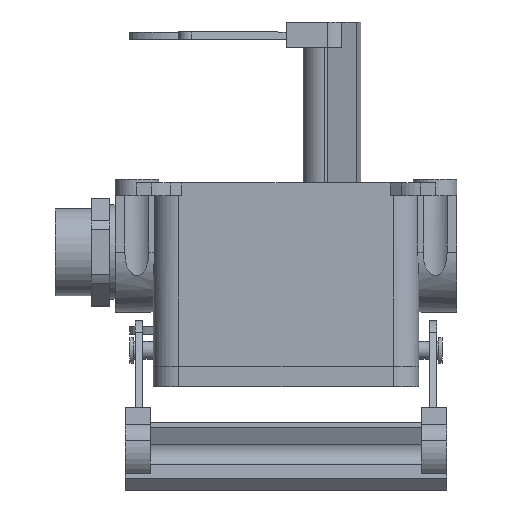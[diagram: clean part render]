
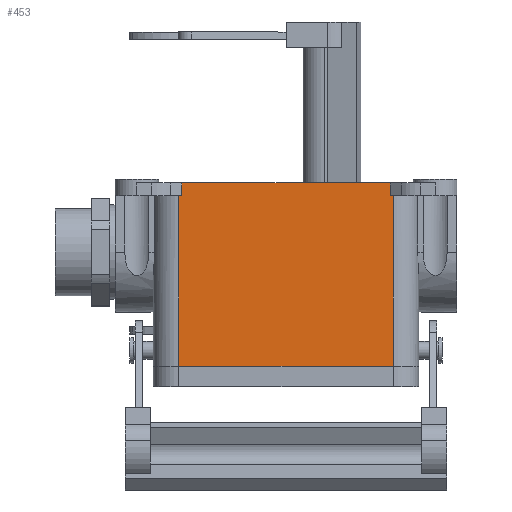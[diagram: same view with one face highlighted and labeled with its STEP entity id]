
A CAD part, top view. The second image highlights one B-rep face of the part: STEP entity #453.
In plain terms, the highlighted planar face has unit normal (0, 0, 1).
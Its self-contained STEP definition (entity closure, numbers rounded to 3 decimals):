
#453 = ADVANCED_FACE( '', ( #1004 ), #1005, .F. );
#1004 = FACE_OUTER_BOUND( '', #1669, .T. );
#1005 = PLANE( '', #1670 );
#1669 = EDGE_LOOP( '', ( #2891, #2892, #2893, #2894, #2895, #2896, #2897, #2898 ) );
#1670 = AXIS2_PLACEMENT_3D( '', #2899, #2900, #2901 );
#2891 = ORIENTED_EDGE( '', *, *, #4253, .T. );
#2892 = ORIENTED_EDGE( '', *, *, #4211, .F. );
#2893 = ORIENTED_EDGE( '', *, *, #4005, .T. );
#2894 = ORIENTED_EDGE( '', *, *, #4094, .T. );
#2895 = ORIENTED_EDGE( '', *, *, #3832, .F. );
#2896 = ORIENTED_EDGE( '', *, *, #4158, .F. );
#2897 = ORIENTED_EDGE( '', *, *, #4254, .T. );
#2898 = ORIENTED_EDGE( '', *, *, #4060, .T. );
#2899 = CARTESIAN_POINT( '', ( 0., -3.5, 21.5 ) );
#2900 = DIRECTION( '', ( 0., 0., -1. ) );
#2901 = DIRECTION( '', ( -1., 0., 0. ) );
#3832 = EDGE_CURVE( '', #4571, #4573, #4574, .T. );
#4005 = EDGE_CURVE( '', #4868, #4866, #4869, .T. );
#4060 = EDGE_CURVE( '', #4960, #4958, #4961, .T. );
#4094 = EDGE_CURVE( '', #4866, #4573, #5013, .T. );
#4158 = EDGE_CURVE( '', #5105, #4571, #5107, .T. );
#4211 = EDGE_CURVE( '', #4868, #5185, #5187, .T. );
#4253 = EDGE_CURVE( '', #4958, #5185, #5244, .T. );
#4254 = EDGE_CURVE( '', #5105, #4960, #5245, .T. );
#4571 = VERTEX_POINT( '', #5737 );
#4573 = VERTEX_POINT( '', #5739 );
#4574 = LINE( '', #5740, #5741 );
#4866 = VERTEX_POINT( '', #6136 );
#4868 = VERTEX_POINT( '', #6138 );
#4869 = LINE( '', #6139, #6140 );
#4958 = VERTEX_POINT( '', #6257 );
#4960 = VERTEX_POINT( '', #6260 );
#4961 = LINE( '', #6261, #6262 );
#5013 = LINE( '', #6343, #6344 );
#5105 = VERTEX_POINT( '', #6475 );
#5107 = LINE( '', #6477, #6478 );
#5185 = VERTEX_POINT( '', #6620 );
#5187 = LINE( '', #6623, #6624 );
#5244 = LINE( '', #6711, #6712 );
#5245 = LINE( '', #6713, #6714 );
#5737 = CARTESIAN_POINT( '', ( 29.5, -50.4, 21.5 ) );
#5739 = CARTESIAN_POINT( '', ( -29.5, -50.4, 21.5 ) );
#5740 = CARTESIAN_POINT( '', ( -29.5, -50.4, 21.5 ) );
#5741 = VECTOR( '', #7173, 1000. );
#6136 = CARTESIAN_POINT( '', ( -29.5, -3.5, 21.5 ) );
#6138 = CARTESIAN_POINT( '', ( -28.625, -3.5, 21.5 ) );
#6139 = CARTESIAN_POINT( '', ( -36.9, -3.5, 21.5 ) );
#6140 = VECTOR( '', #7395, 1000. );
#6257 = CARTESIAN_POINT( '', ( 28.625, 0., 21.5 ) );
#6260 = CARTESIAN_POINT( '', ( 28.625, -3.5, 21.5 ) );
#6261 = CARTESIAN_POINT( '', ( 28.625, -3.5, 21.5 ) );
#6262 = VECTOR( '', #7464, 1000. );
#6343 = CARTESIAN_POINT( '', ( -29.5, 68.688, 21.5 ) );
#6344 = VECTOR( '', #7504, 1000. );
#6475 = CARTESIAN_POINT( '', ( 29.5, -3.5, 21.5 ) );
#6477 = CARTESIAN_POINT( '', ( 29.5, 68.688, 21.5 ) );
#6478 = VECTOR( '', #7579, 1000. );
#6620 = CARTESIAN_POINT( '', ( -28.625, 0., 21.5 ) );
#6623 = CARTESIAN_POINT( '', ( -28.625, -3.5, 21.5 ) );
#6624 = VECTOR( '', #7637, 1000. );
#6711 = CARTESIAN_POINT( '', ( 0., 0., 21.5 ) );
#6712 = VECTOR( '', #7683, 1000. );
#6713 = CARTESIAN_POINT( '', ( -36.9, -3.5, 21.5 ) );
#6714 = VECTOR( '', #7684, 1000. );
#7173 = DIRECTION( '', ( -1., 0., 0. ) );
#7395 = DIRECTION( '', ( -1., 0., 0. ) );
#7464 = DIRECTION( '', ( 0., 1., 0. ) );
#7504 = DIRECTION( '', ( 0., -1., 0. ) );
#7579 = DIRECTION( '', ( 0., -1., 0. ) );
#7637 = DIRECTION( '', ( 0., 1., 0. ) );
#7683 = DIRECTION( '', ( -1., 0., 0. ) );
#7684 = DIRECTION( '', ( -1., 0., 0. ) );
